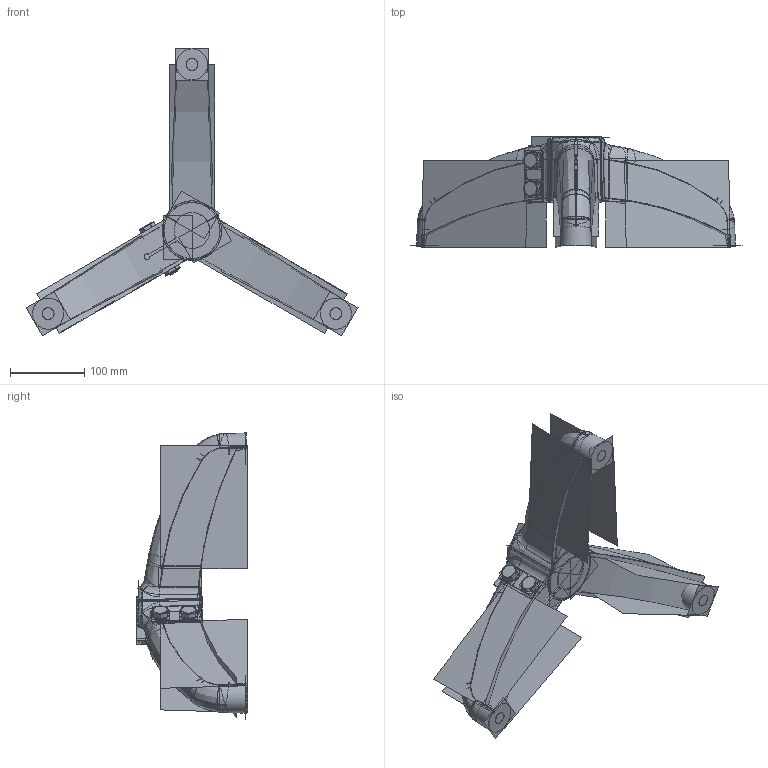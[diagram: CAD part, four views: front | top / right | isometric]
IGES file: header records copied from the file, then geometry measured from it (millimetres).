
Start section:  PTC IGES file: s0615-624262.igs
Global section: file name: s0615-624262.igs; native system: Pro/ENGINEER by Parametric Technology Corporation; preprocessor: 2005310; author: RCRU51; organization: Unknown; date: 080915.113615; units: millimetre
Bounding box: 447.71 x 148.95 x 387.72 mm (x, y, z)
Surface area: 517014.9 mm2 (no closed solid volume)
Topology: 0 solids, 0 shells, 548 faces, 7278 edges, 9528 vertices
Faces by surface type: bspline 288, revolution 260
